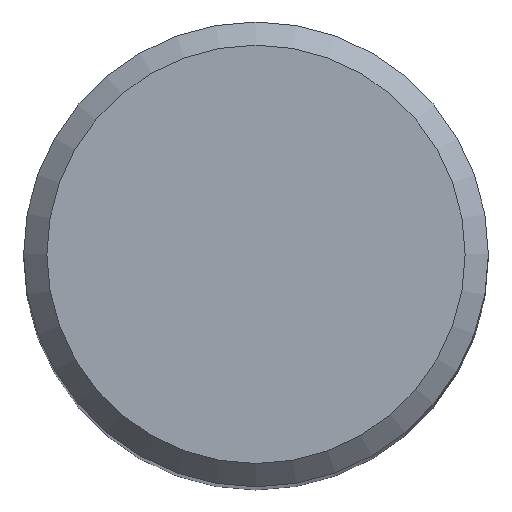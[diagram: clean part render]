
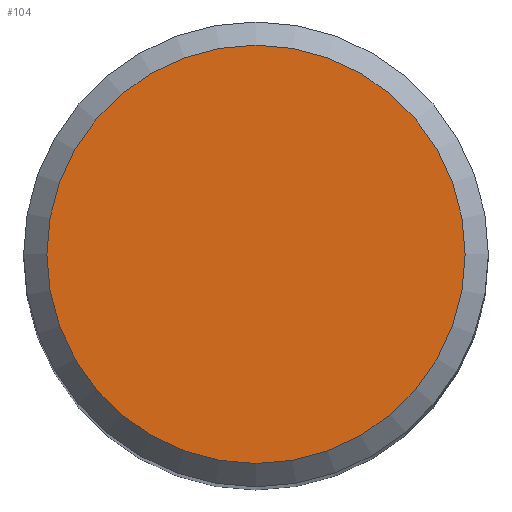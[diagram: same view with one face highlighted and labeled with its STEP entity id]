
A CAD part, top view. The second image highlights one B-rep face of the part: STEP entity #104.
In plain terms, the highlighted planar face has unit normal (0, 0, 1).
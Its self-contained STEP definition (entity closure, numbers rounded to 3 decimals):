
#104=ADVANCED_FACE('',(#133),#128,.T.);
#128=PLANE('',#315);
#133=FACE_OUTER_BOUND('',#138,.T.);
#138=EDGE_LOOP('',(#180));
#180=ORIENTED_EDGE('',*,*,#244,.T.);
#222=VERTEX_POINT('',#462);
#244=EDGE_CURVE('',#222,#222,#265,.T.);
#265=CIRCLE('',#314,4.5);
#314=AXIS2_PLACEMENT_3D('',#461,#367,#368);
#315=AXIS2_PLACEMENT_3D('',#463,#369,#370);
#367=DIRECTION('',(0.,0.,1.));
#368=DIRECTION('',(1.,0.,0.));
#369=DIRECTION('',(0.,0.,1.));
#370=DIRECTION('',(-1.,0.,0.));
#461=CARTESIAN_POINT('',(0.,0.,40.));
#462=CARTESIAN_POINT('',(4.5,0.,40.));
#463=CARTESIAN_POINT('',(0.,0.,40.));
